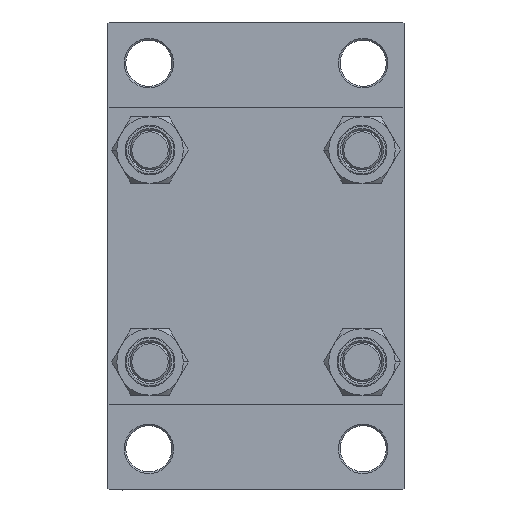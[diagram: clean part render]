
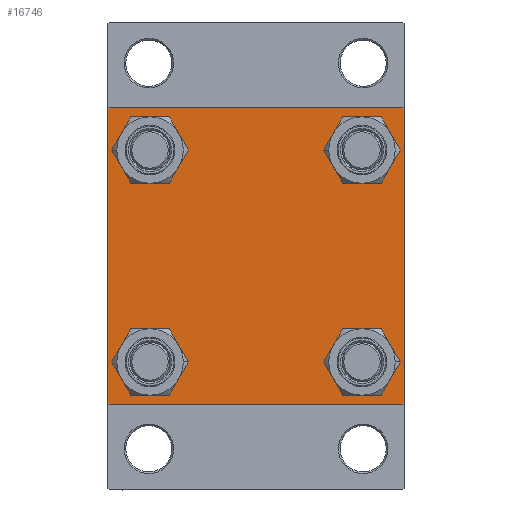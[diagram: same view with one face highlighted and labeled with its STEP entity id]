
A CAD part, left-side view. The second image highlights one B-rep face of the part: STEP entity #16746.
In plain terms, the highlighted planar face has unit normal (-1, 0, 0).
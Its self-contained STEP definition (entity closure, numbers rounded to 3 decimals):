
#204 = AXIS2_PLACEMENT_3D ( 'NONE', #43089, #10055, #24758 ) ;
#415 = AXIS2_PLACEMENT_3D ( 'NONE', #32890, #29258, #18402 ) ;
#484 = VECTOR ( 'NONE', #6981, 1000. ) ;
#490 = EDGE_CURVE ( 'NONE', #18169, #13747, #25930, .T. ) ;
#778 = DIRECTION ( 'NONE',  ( 1., 0., 0. ) ) ;
#1011 = CARTESIAN_POINT ( 'NONE',  ( 0., 32.15, 38.65 ) ) ;
#2550 = CIRCLE ( 'NONE', #7162, 6.5 ) ;
#3148 = CARTESIAN_POINT ( 'NONE',  ( 0., 32.15, 25.65 ) ) ;
#3286 = DIRECTION ( 'NONE',  ( 0., 0.707, -0.707 ) ) ;
#3398 = DIRECTION ( 'NONE',  ( 0., 0., 1. ) ) ;
#3500 = FACE_BOUND ( 'NONE', #4078, .T. ) ;
#4078 = EDGE_LOOP ( 'NONE', ( #28532, #22402 ) ) ;
#4108 = CARTESIAN_POINT ( 'NONE',  ( 0., -32.15, 32.15 ) ) ;
#4711 = DIRECTION ( 'NONE',  ( 1., 0., 0. ) ) ;
#4964 = ORIENTED_EDGE ( 'NONE', *, *, #11305, .T. ) ;
#5613 = DIRECTION ( 'NONE',  ( 0., -1., 0. ) ) ;
#5632 = ORIENTED_EDGE ( 'NONE', *, *, #39127, .F. ) ;
#5711 = DIRECTION ( 'NONE',  ( 0., -1., 0. ) ) ;
#5918 = EDGE_CURVE ( 'NONE', #37438, #10584, #35546, .T. ) ;
#6981 = DIRECTION ( 'NONE',  ( 0., 0., -1. ) ) ;
#7110 = CARTESIAN_POINT ( 'NONE',  ( 0., 0., 0. ) ) ;
#7162 = AXIS2_PLACEMENT_3D ( 'NONE', #37442, #778, #29722 ) ;
#7266 = EDGE_CURVE ( 'NONE', #9294, #36294, #14618, .T. ) ;
#7842 = CARTESIAN_POINT ( 'NONE',  ( 0., 44.75, -44.75 ) ) ;
#8365 = EDGE_CURVE ( 'NONE', #31468, #20105, #12508, .T. ) ;
#8381 = DIRECTION ( 'NONE',  ( 0., 0.707, 0.707 ) ) ;
#8817 = CIRCLE ( 'NONE', #43481, 6.5 ) ;
#8858 = CARTESIAN_POINT ( 'NONE',  ( 0., -45., 44.5 ) ) ;
#9260 = ORIENTED_EDGE ( 'NONE', *, *, #32594, .T. ) ;
#9294 = VERTEX_POINT ( 'NONE', #39973 ) ;
#9323 = LINE ( 'NONE', #24023, #11955 ) ;
#9541 = CARTESIAN_POINT ( 'NONE',  ( 0., 45., 44.5 ) ) ;
#10044 = EDGE_CURVE ( 'NONE', #33278, #15344, #2550, .T. ) ;
#10055 = DIRECTION ( 'NONE',  ( 1., 0., 0. ) ) ;
#10196 = CARTESIAN_POINT ( 'NONE',  ( 0., -32.15, -32.15 ) ) ;
#10249 = FACE_BOUND ( 'NONE', #30887, .T. ) ;
#10584 = VERTEX_POINT ( 'NONE', #13664 ) ;
#10728 = FACE_BOUND ( 'NONE', #31607, .T. ) ;
#11073 = VECTOR ( 'NONE', #5613, 1000. ) ;
#11078 = ORIENTED_EDGE ( 'NONE', *, *, #29895, .T. ) ;
#11236 = CARTESIAN_POINT ( 'NONE',  ( 0., 44.75, 44.75 ) ) ;
#11305 = EDGE_CURVE ( 'NONE', #20105, #31468, #40319, .T. ) ;
#11849 = CIRCLE ( 'NONE', #41122, 6.5 ) ;
#11955 = VECTOR ( 'NONE', #5711, 1000. ) ;
#11980 = EDGE_LOOP ( 'NONE', ( #24760, #15511, #42455, #31720, #16320, #11078, #5632, #35412 ) ) ;
#12428 = CARTESIAN_POINT ( 'NONE',  ( 0., 32.15, 32.15 ) ) ;
#12508 = CIRCLE ( 'NONE', #204, 6.5 ) ;
#12665 = ORIENTED_EDGE ( 'NONE', *, *, #8365, .T. ) ;
#12711 = VERTEX_POINT ( 'NONE', #21495 ) ;
#13664 = CARTESIAN_POINT ( 'NONE',  ( 0., -32.15, 38.65 ) ) ;
#13747 = VERTEX_POINT ( 'NONE', #36974 ) ;
#14618 = LINE ( 'NONE', #11236, #24777 ) ;
#15344 = VERTEX_POINT ( 'NONE', #31063 ) ;
#15511 = ORIENTED_EDGE ( 'NONE', *, *, #490, .T. ) ;
#15728 = AXIS2_PLACEMENT_3D ( 'NONE', #7110, #36071, #17497 ) ;
#16320 = ORIENTED_EDGE ( 'NONE', *, *, #41571, .F. ) ;
#16746 = ADVANCED_FACE ( 'NONE', ( #10249, #10728, #39922, #3500, #21576 ), #21344, .T. ) ;
#16809 = EDGE_CURVE ( 'NONE', #25703, #12711, #37025, .T. ) ;
#17255 = CARTESIAN_POINT ( 'NONE',  ( 0., -44.5, -45. ) ) ;
#17497 = DIRECTION ( 'NONE',  ( 0., 0., 1. ) ) ;
#17585 = EDGE_CURVE ( 'NONE', #10584, #37438, #28098, .T. ) ;
#17802 = CARTESIAN_POINT ( 'NONE',  ( 0., 45., 45. ) ) ;
#17997 = DIRECTION ( 'NONE',  ( 0., 0., 1. ) ) ;
#18169 = VERTEX_POINT ( 'NONE', #42253 ) ;
#18319 = CARTESIAN_POINT ( 'NONE',  ( 0., -45., 45. ) ) ;
#18402 = DIRECTION ( 'NONE',  ( 0., 0., 1. ) ) ;
#18948 = VECTOR ( 'NONE', #32524, 1000. ) ;
#20105 = VERTEX_POINT ( 'NONE', #38586 ) ;
#20418 = CIRCLE ( 'NONE', #415, 6.5 ) ;
#20846 = EDGE_LOOP ( 'NONE', ( #4964, #12665 ) ) ;
#21344 = PLANE ( 'NONE',  #15728 ) ;
#21495 = CARTESIAN_POINT ( 'NONE',  ( 0., -45., -44.5 ) ) ;
#21576 = FACE_OUTER_BOUND ( 'NONE', #11980, .T. ) ;
#22166 = LINE ( 'NONE', #18319, #484 ) ;
#22402 = ORIENTED_EDGE ( 'NONE', *, *, #38712, .T. ) ;
#23260 = DIRECTION ( 'NONE',  ( 0., 0., 1. ) ) ;
#24023 = CARTESIAN_POINT ( 'NONE',  ( 0., 45., 45. ) ) ;
#24758 = DIRECTION ( 'NONE',  ( 0., 0., 1. ) ) ;
#24760 = ORIENTED_EDGE ( 'NONE', *, *, #38051, .T. ) ;
#24777 = VECTOR ( 'NONE', #3286, 1000. ) ;
#25703 = VERTEX_POINT ( 'NONE', #17255 ) ;
#25930 = LINE ( 'NONE', #7842, #37685 ) ;
#26122 = CARTESIAN_POINT ( 'NONE',  ( 0., 32.15, -38.65 ) ) ;
#26277 = DIRECTION ( 'NONE',  ( 1., 0., 0. ) ) ;
#26371 = CARTESIAN_POINT ( 'NONE',  ( 0., -44.5, 45. ) ) ;
#28061 = DIRECTION ( 'NONE',  ( 0., 0., 1. ) ) ;
#28098 = CIRCLE ( 'NONE', #44271, 6.5 ) ;
#28532 = ORIENTED_EDGE ( 'NONE', *, *, #34516, .T. ) ;
#28774 = DIRECTION ( 'NONE',  ( 1., 0., 0. ) ) ;
#29258 = DIRECTION ( 'NONE',  ( 1., 0., 0. ) ) ;
#29548 = DIRECTION ( 'NONE',  ( 0., -0.707, 0.707 ) ) ;
#29549 = AXIS2_PLACEMENT_3D ( 'NONE', #38601, #32250, #17997 ) ;
#29722 = DIRECTION ( 'NONE',  ( 0., 0., 1. ) ) ;
#29895 = EDGE_CURVE ( 'NONE', #34120, #35123, #38296, .T. ) ;
#30887 = EDGE_LOOP ( 'NONE', ( #47191, #41888 ) ) ;
#31063 = CARTESIAN_POINT ( 'NONE',  ( 0., -32.15, -25.65 ) ) ;
#31435 = CARTESIAN_POINT ( 'NONE',  ( 0., 45., -45. ) ) ;
#31468 = VERTEX_POINT ( 'NONE', #26122 ) ;
#31607 = EDGE_LOOP ( 'NONE', ( #9260, #40882 ) ) ;
#31720 = ORIENTED_EDGE ( 'NONE', *, *, #16809, .T. ) ;
#31868 = DIRECTION ( 'NONE',  ( 0., 0., 1. ) ) ;
#32107 = DIRECTION ( 'NONE',  ( 1., 0., 0. ) ) ;
#32250 = DIRECTION ( 'NONE',  ( 1., 0., 0. ) ) ;
#32266 = EDGE_CURVE ( 'NONE', #13747, #25703, #38669, .T. ) ;
#32524 = DIRECTION ( 'NONE',  ( 0., 0., -1. ) ) ;
#32594 = EDGE_CURVE ( 'NONE', #15344, #33278, #11849, .T. ) ;
#32890 = CARTESIAN_POINT ( 'NONE',  ( 0., 32.15, 32.15 ) ) ;
#33278 = VERTEX_POINT ( 'NONE', #39524 ) ;
#34120 = VERTEX_POINT ( 'NONE', #8858 ) ;
#34439 = CARTESIAN_POINT ( 'NONE',  ( 0., -44.75, 44.75 ) ) ;
#34516 = EDGE_CURVE ( 'NONE', #35543, #37716, #8817, .T. ) ;
#35123 = VERTEX_POINT ( 'NONE', #26371 ) ;
#35412 = ORIENTED_EDGE ( 'NONE', *, *, #7266, .T. ) ;
#35491 = CARTESIAN_POINT ( 'NONE',  ( 0., -32.15, 32.15 ) ) ;
#35543 = VERTEX_POINT ( 'NONE', #1011 ) ;
#35546 = CIRCLE ( 'NONE', #46307, 6.5 ) ;
#36071 = DIRECTION ( 'NONE',  ( -1., 0., 0. ) ) ;
#36142 = LINE ( 'NONE', #17802, #18948 ) ;
#36294 = VERTEX_POINT ( 'NONE', #9541 ) ;
#36974 = CARTESIAN_POINT ( 'NONE',  ( 0., 44.5, -45. ) ) ;
#37025 = LINE ( 'NONE', #41348, #43465 ) ;
#37208 = VECTOR ( 'NONE', #8381, 1000. ) ;
#37438 = VERTEX_POINT ( 'NONE', #42474 ) ;
#37442 = CARTESIAN_POINT ( 'NONE',  ( 0., -32.15, -32.15 ) ) ;
#37685 = VECTOR ( 'NONE', #44262, 1000. ) ;
#37716 = VERTEX_POINT ( 'NONE', #3148 ) ;
#38051 = EDGE_CURVE ( 'NONE', #36294, #18169, #36142, .T. ) ;
#38296 = LINE ( 'NONE', #34439, #37208 ) ;
#38586 = CARTESIAN_POINT ( 'NONE',  ( 0., 32.15, -25.65 ) ) ;
#38601 = CARTESIAN_POINT ( 'NONE',  ( 0., 32.15, -32.15 ) ) ;
#38669 = LINE ( 'NONE', #31435, #11073 ) ;
#38712 = EDGE_CURVE ( 'NONE', #37716, #35543, #20418, .T. ) ;
#39127 = EDGE_CURVE ( 'NONE', #9294, #35123, #9323, .T. ) ;
#39524 = CARTESIAN_POINT ( 'NONE',  ( 0., -32.15, -38.65 ) ) ;
#39922 = FACE_BOUND ( 'NONE', #20846, .T. ) ;
#39973 = CARTESIAN_POINT ( 'NONE',  ( 0., 44.5, 45. ) ) ;
#40319 = CIRCLE ( 'NONE', #29549, 6.5 ) ;
#40882 = ORIENTED_EDGE ( 'NONE', *, *, #10044, .T. ) ;
#41122 = AXIS2_PLACEMENT_3D ( 'NONE', #10196, #28774, #28061 ) ;
#41348 = CARTESIAN_POINT ( 'NONE',  ( 0., -44.75, -44.75 ) ) ;
#41571 = EDGE_CURVE ( 'NONE', #34120, #12711, #22166, .T. ) ;
#41888 = ORIENTED_EDGE ( 'NONE', *, *, #5918, .T. ) ;
#42253 = CARTESIAN_POINT ( 'NONE',  ( 0., 45., -44.5 ) ) ;
#42455 = ORIENTED_EDGE ( 'NONE', *, *, #32266, .T. ) ;
#42474 = CARTESIAN_POINT ( 'NONE',  ( 0., -32.15, 25.65 ) ) ;
#43089 = CARTESIAN_POINT ( 'NONE',  ( 0., 32.15, -32.15 ) ) ;
#43465 = VECTOR ( 'NONE', #29548, 1000. ) ;
#43481 = AXIS2_PLACEMENT_3D ( 'NONE', #12428, #4711, #23260 ) ;
#44262 = DIRECTION ( 'NONE',  ( 0., -0.707, -0.707 ) ) ;
#44271 = AXIS2_PLACEMENT_3D ( 'NONE', #4108, #26277, #3398 ) ;
#46307 = AXIS2_PLACEMENT_3D ( 'NONE', #35491, #32107, #31868 ) ;
#47191 = ORIENTED_EDGE ( 'NONE', *, *, #17585, .T. ) ;
